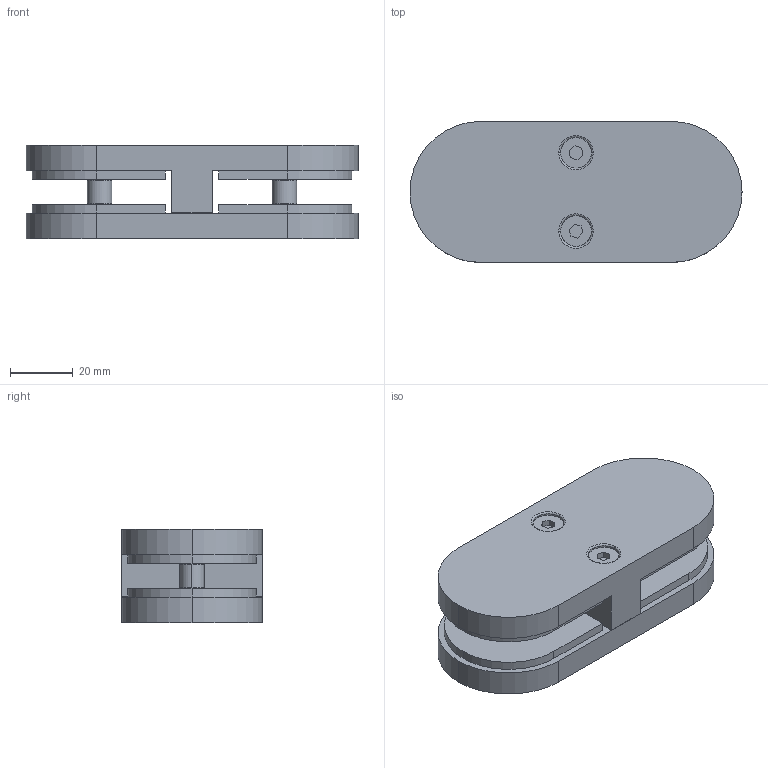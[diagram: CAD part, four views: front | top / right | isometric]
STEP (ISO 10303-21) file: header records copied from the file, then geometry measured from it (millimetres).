
FILE_DESCRIPTION (( 'STEP AP203' ), '1' );
FILE_NAME ('3D_GG4364_8_188758855.STEP', '2024-10-31T10:49:46', ( '' ), ( '' ), 'SwSTEP 2.0', 'SolidWorks 2023', '' );
FILE_SCHEMA (( 'CONFIG_CONTROL_DESIGN' ));
Length unit declared in the file: millimetre
Products named in the file (1): 3D_GG4364_8_188758855
Bounding box: 106 x 45 x 30 mm (x, y, z)
Volume: 96958.5 mm3; surface area: 40710.7 mm2
Topology: 12 solids, 12 shells, 134 faces, 284 edges, 188 vertices
Faces by surface type: plane 70, cylinder 60, torus 4
Entity records: 3723 total; most frequent: DIRECTION 682, CARTESIAN_POINT 607, ORIENTED_EDGE 568, EDGE_CURVE 284, AXIS2_PLACEMENT_3D 263, VERTEX_POINT 188, EDGE_LOOP 160, VECTOR 156
